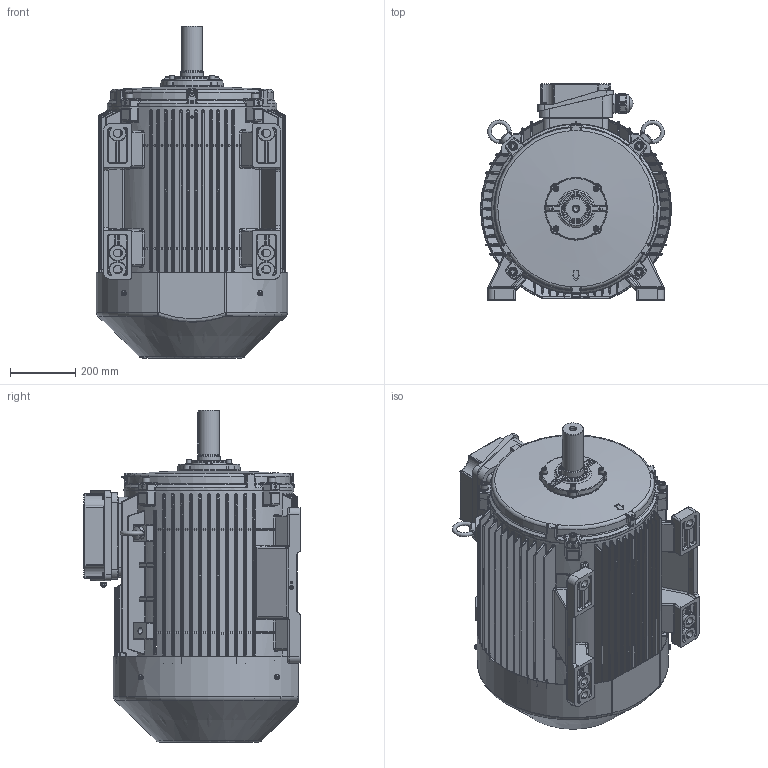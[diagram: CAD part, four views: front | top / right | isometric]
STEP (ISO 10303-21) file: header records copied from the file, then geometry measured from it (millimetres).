
FILE_DESCRIPTION(/* description */ (''),/* implementation_level */ '2;1');
FILE_NAME(/* name */ '662339301_AB-DIS GORUNUS QHG280-2 B3 KI.stp',/* time_stamp */ '2023-09-05T10:27:28+03:00',/* author */ (''),/* organization */ (''),/* preprocessor_version */ 'ST-DEVELOPER v18.102',/* originating_system */ 'SIEMENS PLM Software NX2206.8101',/* authorisation */ '');
FILE_SCHEMA (('AUTOMOTIVE_DESIGN { 1 0 10303 214 3 1 1 1 }'));
Length unit declared in the file: millimetre
Products named in the file (1): AB_objects
Bounding box: 587.95 x 664.21 x 1020.89 mm (x, y, z)
Surface area: 4609776.2 mm2 (no closed solid volume)
Topology: 0 solids, 113 shells, 4222 faces, 15236 edges, 10540 vertices
Faces by surface type: plane 1798, cylinder 1096, bspline 722, torus 396, cone 145, sphere 63, extrusion 2
Full cylindrical faces by diameter (mm): 4.5 x2, 7.2 x6, 8 x1, 10 x5, 12 x1, 14.75 x6, 15.73 x4, 16 x8, 18.5 x2, 21 x1, 23.67 x6, 40 x2, 51.001 x1, 52.3 x10, 58 x2, 64.4 x1, 65 x1, 70 x1, 520 x2
Entity records: 207283 total; most frequent: CARTESIAN_POINT 70698, DIRECTION 22910, ORIENTED_EDGE 22391, EDGE_CURVE 14961, VERTEX_POINT 10458, AXIS2_PLACEMENT_3D 7824, VECTOR 7262, LINE 7260
